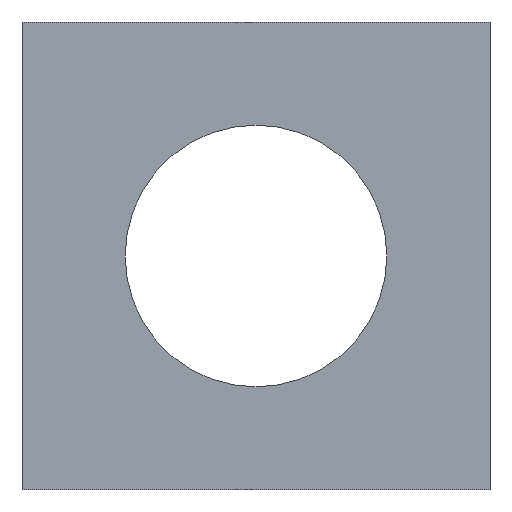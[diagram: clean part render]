
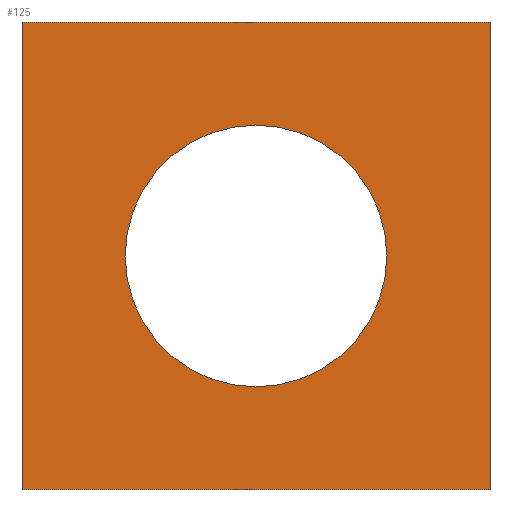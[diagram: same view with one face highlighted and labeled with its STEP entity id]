
A CAD part, front view. The second image highlights one B-rep face of the part: STEP entity #125.
In plain terms, the highlighted planar face has unit normal (0, -1, 0).
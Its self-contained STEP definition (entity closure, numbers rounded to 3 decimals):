
#7 = ORIENTED_EDGE ( 'NONE', *, *, #73, .F. ) ;
#22 = DIRECTION ( 'NONE',  ( 1., 0., 0. ) ) ;
#26 = DIRECTION ( 'NONE',  ( 0., -1., 0. ) ) ;
#31 = EDGE_CURVE ( 'NONE', #163, #70, #152, .T. ) ;
#32 = VERTEX_POINT ( 'NONE', #42 ) ;
#35 = LINE ( 'NONE', #64, #190 ) ;
#40 = DIRECTION ( 'NONE',  ( 0., 0., 1. ) ) ;
#42 = CARTESIAN_POINT ( 'NONE',  ( 6.35, 0., 9.9 ) ) ;
#51 = EDGE_CURVE ( 'NONE', #163, #124, #35, .T. ) ;
#61 = ORIENTED_EDGE ( 'NONE', *, *, #98, .F. ) ;
#64 = CARTESIAN_POINT ( 'NONE',  ( 0., 0., 12.7 ) ) ;
#69 = AXIS2_PLACEMENT_3D ( 'NONE', #122, #256, #142 ) ;
#70 = VERTEX_POINT ( 'NONE', #97 ) ;
#73 = EDGE_CURVE ( 'NONE', #32, #248, #249, .T. ) ;
#77 = CARTESIAN_POINT ( 'NONE',  ( 12.7, 0., 0. ) ) ;
#79 = PLANE ( 'NONE',  #116 ) ;
#80 = DIRECTION ( 'NONE',  ( 1., 0., 0. ) ) ;
#97 = CARTESIAN_POINT ( 'NONE',  ( 0., 0., 0. ) ) ;
#98 = EDGE_CURVE ( 'NONE', #124, #272, #151, .T. ) ;
#104 = DIRECTION ( 'NONE',  ( 0., 0., -1. ) ) ;
#106 = ORIENTED_EDGE ( 'NONE', *, *, #271, .F. ) ;
#109 = VECTOR ( 'NONE', #247, 1000. ) ;
#116 = AXIS2_PLACEMENT_3D ( 'NONE', #223, #157, #40 ) ;
#122 = CARTESIAN_POINT ( 'NONE',  ( 6.35, 0., 6.35 ) ) ;
#124 = VERTEX_POINT ( 'NONE', #133 ) ;
#125 = ADVANCED_FACE ( 'NONE', ( #210, #240 ), #79, .F. ) ;
#131 = AXIS2_PLACEMENT_3D ( 'NONE', #168, #26, #188 ) ;
#133 = CARTESIAN_POINT ( 'NONE',  ( 12.7, 0., 12.7 ) ) ;
#134 = CARTESIAN_POINT ( 'NONE',  ( 0., 0., 12.7 ) ) ;
#139 = VECTOR ( 'NONE', #104, 1000. ) ;
#142 = DIRECTION ( 'NONE',  ( 0., 0., -1. ) ) ;
#143 = ORIENTED_EDGE ( 'NONE', *, *, #51, .F. ) ;
#146 = EDGE_LOOP ( 'NONE', ( #218, #61, #143, #241 ) ) ;
#151 = LINE ( 'NONE', #164, #139 ) ;
#152 = LINE ( 'NONE', #134, #109 ) ;
#157 = DIRECTION ( 'NONE',  ( 0., 1., 0. ) ) ;
#163 = VERTEX_POINT ( 'NONE', #270 ) ;
#164 = CARTESIAN_POINT ( 'NONE',  ( 12.7, 0., 12.7 ) ) ;
#165 = EDGE_LOOP ( 'NONE', ( #106, #7 ) ) ;
#168 = CARTESIAN_POINT ( 'NONE',  ( 6.35, 0., 6.35 ) ) ;
#173 = CARTESIAN_POINT ( 'NONE',  ( 0., 0., 0. ) ) ;
#188 = DIRECTION ( 'NONE',  ( 0., 0., -1. ) ) ;
#190 = VECTOR ( 'NONE', #22, 1000. ) ;
#210 = FACE_BOUND ( 'NONE', #165, .T. ) ;
#218 = ORIENTED_EDGE ( 'NONE', *, *, #260, .T. ) ;
#223 = CARTESIAN_POINT ( 'NONE',  ( 0., 0., 12.7 ) ) ;
#240 = FACE_OUTER_BOUND ( 'NONE', #146, .T. ) ;
#241 = ORIENTED_EDGE ( 'NONE', *, *, #31, .T. ) ;
#247 = DIRECTION ( 'NONE',  ( 0., 0., -1. ) ) ;
#248 = VERTEX_POINT ( 'NONE', #254 ) ;
#249 = CIRCLE ( 'NONE', #131, 3.55 ) ;
#251 = VECTOR ( 'NONE', #80, 1000. ) ;
#254 = CARTESIAN_POINT ( 'NONE',  ( 6.35, 0., 2.8 ) ) ;
#255 = LINE ( 'NONE', #173, #251 ) ;
#256 = DIRECTION ( 'NONE',  ( 0., -1., 0. ) ) ;
#260 = EDGE_CURVE ( 'NONE', #70, #272, #255, .T. ) ;
#270 = CARTESIAN_POINT ( 'NONE',  ( 0., 0., 12.7 ) ) ;
#271 = EDGE_CURVE ( 'NONE', #248, #32, #273, .T. ) ;
#272 = VERTEX_POINT ( 'NONE', #77 ) ;
#273 = CIRCLE ( 'NONE', #69, 3.55 ) ;
